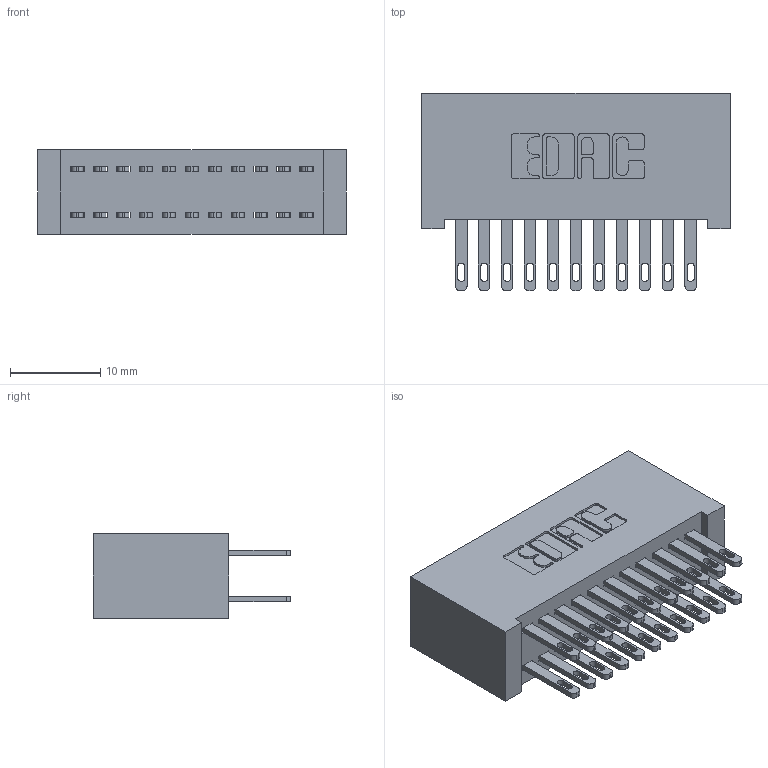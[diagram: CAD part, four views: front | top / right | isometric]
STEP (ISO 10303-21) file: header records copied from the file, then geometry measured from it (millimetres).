
FILE_DESCRIPTION (( 'STEP AP203' ), '1' );
FILE_NAME ('892-022-500-201.STEP', '2020-09-21T14:10:20', ( '' ), ( '' ), 'SwSTEP 2.0', 'SolidWorks 2020', '' );
FILE_SCHEMA (( 'CONFIG_CONTROL_DESIGN' ));
Length unit declared in the file: inch
Products named in the file (3): 345-292-001_345-293-100; 842 Part_Lugless; 892-022-500-201
Assembly tree (23 placements, depth 2):
  892-022-500-201
    842 Part_Lugless
    345-292-001_345-293-100  x22
Bounding box: 34.19 x 21.85 x 9.4 mm (x, y, z)
Volume: 3431.8 mm3; surface area: 5479.2 mm2
Topology: 23 solids, 23 shells, 1158 faces, 3509 edges, 2338 vertices
Faces by surface type: plane 722, cylinder 436
Entity records: 10607 total; most frequent: CARTESIAN_POINT 1790, ORIENTED_EDGE 1726, DIRECTION 1579, EDGE_CURVE 863, VECTOR 739, LINE 739, VERTEX_POINT 574, AXIS2_PLACEMENT_3D 420
